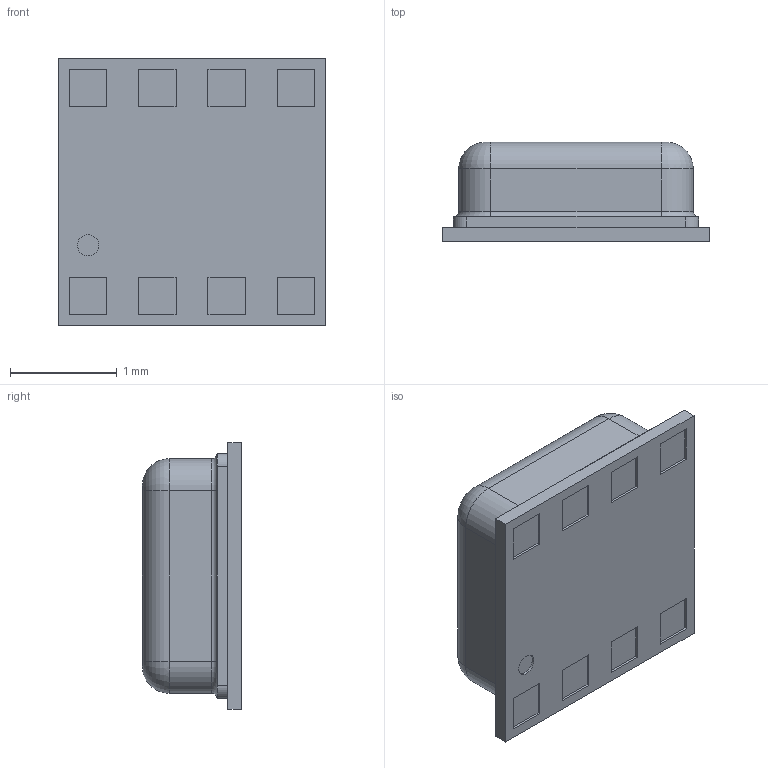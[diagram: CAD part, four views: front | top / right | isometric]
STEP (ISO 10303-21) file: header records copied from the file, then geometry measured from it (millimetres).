
FILE_DESCRIPTION (( 'STEP AP214' ), '1' );
FILE_NAME ('User Library-BME280-1.STEP', '2022-05-06T09:19:42', ( '' ), ( '' ), 'SwSTEP 2.0', 'SolidWorks 2021', '' );
FILE_SCHEMA (( 'AUTOMOTIVE_DESIGN' ));
Length unit declared in the file: millimetre
Products named in the file (1): User Library-BME280-1
Bounding box: 2.5 x 0.93 x 2.5 mm (x, y, z)
Volume: 4.5 mm3; surface area: 19.9 mm2
Topology: 1 solids, 1 shells, 89 faces, 204 edges, 128 vertices
Faces by surface type: plane 61, cylinder 20, torus 8
Entity records: 2706 total; most frequent: DIRECTION 432, CARTESIAN_POINT 422, ORIENTED_EDGE 408, EDGE_CURVE 204, VECTOR 156, LINE 156, AXIS2_PLACEMENT_3D 138, VERTEX_POINT 128
